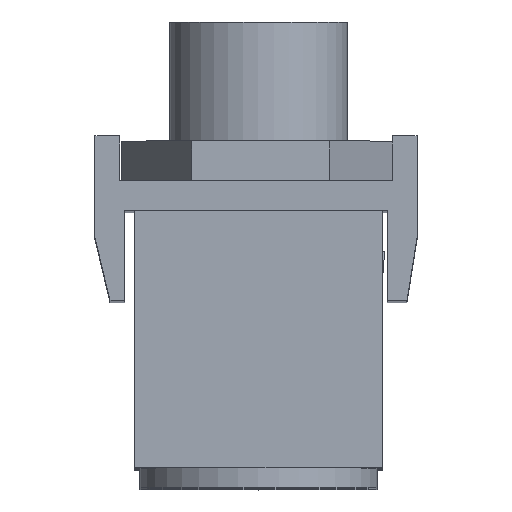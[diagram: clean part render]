
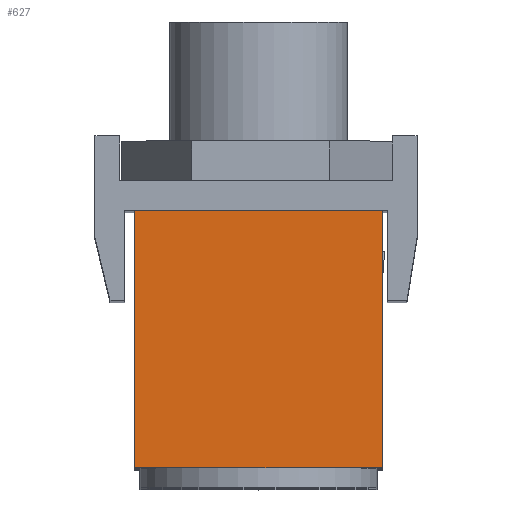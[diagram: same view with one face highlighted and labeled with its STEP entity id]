
A CAD part, top view. The second image highlights one B-rep face of the part: STEP entity #627.
In plain terms, the highlighted face is planar.
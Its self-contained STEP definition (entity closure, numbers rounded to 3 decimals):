
#627 = ADVANCED_FACE( '', ( #1182 ), #1183, .F. );
#1182 = FACE_OUTER_BOUND( '', #1758, .T. );
#1183 = PLANE( '', #1759 );
#1758 = EDGE_LOOP( '', ( #2676, #2677, #2678, #2679 ) );
#1759 = AXIS2_PLACEMENT_3D( '', #2680, #2681, #2682 );
#2676 = ORIENTED_EDGE( '', *, *, #3446, .T. );
#2677 = ORIENTED_EDGE( '', *, *, #3363, .F. );
#2678 = ORIENTED_EDGE( '', *, *, #3378, .F. );
#2679 = ORIENTED_EDGE( '', *, *, #3598, .T. );
#2680 = CARTESIAN_POINT( '', ( 0., 0., 26. ) );
#2681 = DIRECTION( '', ( 0., 1., 0. ) );
#2682 = DIRECTION( '', ( 0., 0., 1. ) );
#3363 = EDGE_CURVE( '', #3880, #3875, #3882, .T. );
#3378 = EDGE_CURVE( '', #3905, #3880, #3907, .T. );
#3446 = EDGE_CURVE( '', #4015, #3875, #4018, .T. );
#3598 = EDGE_CURVE( '', #3905, #4015, #4243, .T. );
#3875 = VERTEX_POINT( '', #4618 );
#3880 = VERTEX_POINT( '', #4625 );
#3882 = LINE( '', #4628, #4629 );
#3905 = VERTEX_POINT( '', #4659 );
#3907 = LINE( '', #4662, #4663 );
#4015 = VERTEX_POINT( '', #4840 );
#4018 = LINE( '', #4845, #4846 );
#4243 = LINE( '', #5140, #5141 );
#4618 = CARTESIAN_POINT( '', ( 25., 0., 0. ) );
#4625 = CARTESIAN_POINT( '', ( 25., 0., 26. ) );
#4628 = CARTESIAN_POINT( '', ( 25., 0., 26. ) );
#4629 = VECTOR( '', #5514, 1000. );
#4659 = CARTESIAN_POINT( '', ( 0., 0., 26. ) );
#4662 = CARTESIAN_POINT( '', ( 0., 0., 26. ) );
#4663 = VECTOR( '', #5529, 1000. );
#4840 = CARTESIAN_POINT( '', ( 0., 0., 0. ) );
#4845 = CARTESIAN_POINT( '', ( 0., 0., 0. ) );
#4846 = VECTOR( '', #5612, 1000. );
#5140 = CARTESIAN_POINT( '', ( 0., 0., 26. ) );
#5141 = VECTOR( '', #5837, 1000. );
#5514 = DIRECTION( '', ( 0., 0., -1. ) );
#5529 = DIRECTION( '', ( 1., 0., 0. ) );
#5612 = DIRECTION( '', ( 1., 0., 0. ) );
#5837 = DIRECTION( '', ( 0., 0., -1. ) );
